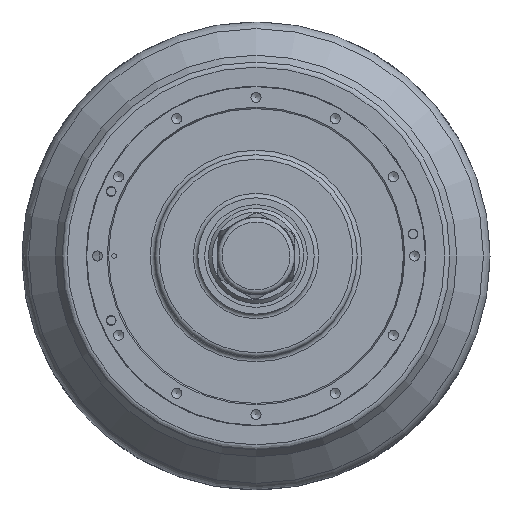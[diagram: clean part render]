
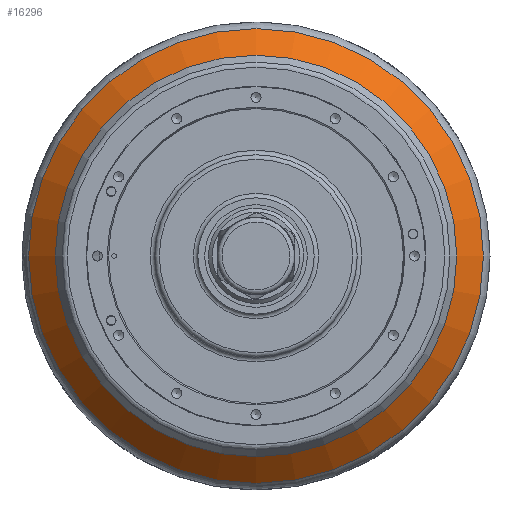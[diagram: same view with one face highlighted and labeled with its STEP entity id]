
A CAD part, left-side view. The second image highlights one B-rep face of the part: STEP entity #16296.
In plain terms, the highlighted conical face has half-angle 45 degrees and reference radius 144 mm.
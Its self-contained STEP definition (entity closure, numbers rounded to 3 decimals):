
#82=CONICAL_SURFACE('',#17409,144.,0.785);
#654=LINE('',#25488,#2216);
#2216=VECTOR('',#19615,144.);
#4405=FACE_OUTER_BOUND('',#5344,.T.);
#5344=EDGE_LOOP('',(#11938,#11939,#11940,#11941,#11942,#11943));
#6307=CIRCLE('',#17403,150.607);
#6308=CIRCLE('',#17404,150.607);
#6312=CIRCLE('',#17410,133.);
#6313=CIRCLE('',#17411,133.);
#7244=VERTEX_POINT('',#25437);
#7245=VERTEX_POINT('',#25438);
#7251=VERTEX_POINT('',#25487);
#7252=VERTEX_POINT('',#25489);
#9020=EDGE_CURVE('',#7244,#7245,#6307,.T.);
#9021=EDGE_CURVE('',#7245,#7244,#6308,.T.);
#9029=EDGE_CURVE('',#7245,#7251,#654,.T.);
#9030=EDGE_CURVE('',#7252,#7251,#6312,.T.);
#9031=EDGE_CURVE('',#7251,#7252,#6313,.T.);
#11938=ORIENTED_EDGE('',*,*,#9020,.F.);
#11939=ORIENTED_EDGE('',*,*,#9021,.F.);
#11940=ORIENTED_EDGE('',*,*,#9029,.T.);
#11941=ORIENTED_EDGE('',*,*,#9030,.F.);
#11942=ORIENTED_EDGE('',*,*,#9031,.F.);
#11943=ORIENTED_EDGE('',*,*,#9029,.F.);
#16296=ADVANCED_FACE('',(#4405),#82,.T.);
#17403=AXIS2_PLACEMENT_3D('',#25439,#19599,#19600);
#17404=AXIS2_PLACEMENT_3D('',#25440,#19601,#19602);
#17409=AXIS2_PLACEMENT_3D('',#25486,#19613,#19614);
#17410=AXIS2_PLACEMENT_3D('',#25490,#19616,#19617);
#17411=AXIS2_PLACEMENT_3D('',#25491,#19618,#19619);
#19599=DIRECTION('center_axis',(1.,0.,0.));
#19600=DIRECTION('ref_axis',(0.,-1.,0.));
#19601=DIRECTION('center_axis',(1.,0.,0.));
#19602=DIRECTION('ref_axis',(0.,-1.,0.));
#19613=DIRECTION('center_axis',(1.,0.,0.));
#19614=DIRECTION('ref_axis',(0.,0.,
-1.));
#19615=DIRECTION('',(-0.707,0.,-0.707));
#19616=DIRECTION('center_axis',(-1.,0.,0.));
#19617=DIRECTION('ref_axis',(0.,0.,
1.));
#19618=DIRECTION('center_axis',(-1.,0.,0.));
#19619=DIRECTION('ref_axis',(0.,0.,
1.));
#25437=CARTESIAN_POINT('',(-94.293,150.607,0.));
#25438=CARTESIAN_POINT('',(-94.293,0.,150.607));
#25439=CARTESIAN_POINT('Origin',(-94.293,0.,
0.));
#25440=CARTESIAN_POINT('Origin',(-94.293,0.,
0.));
#25486=CARTESIAN_POINT('Origin',(-100.9,0.,0.));
#25487=CARTESIAN_POINT('',(-111.9,0.,133.));
#25488=CARTESIAN_POINT('',(-100.9,0.,144.));
#25489=CARTESIAN_POINT('',(-111.9,0.,-133.));
#25490=CARTESIAN_POINT('Origin',(-111.9,0.,0.));
#25491=CARTESIAN_POINT('Origin',(-111.9,0.,0.));
